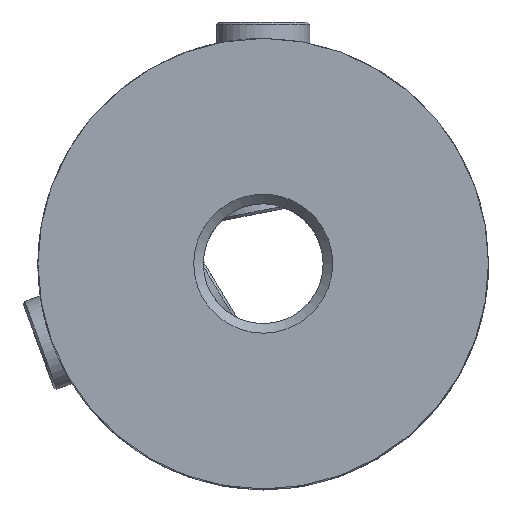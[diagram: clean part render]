
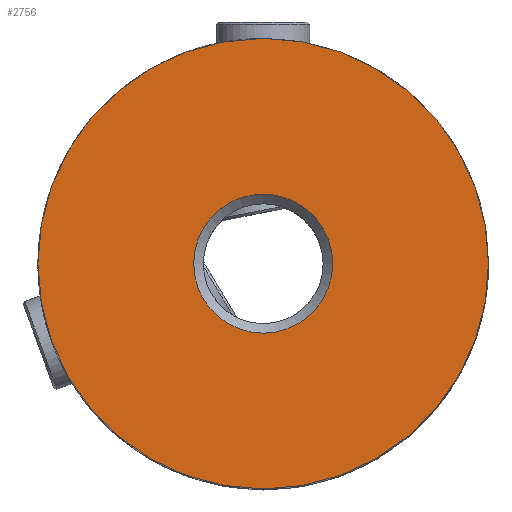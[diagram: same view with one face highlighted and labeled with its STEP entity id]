
A CAD part, top view. The second image highlights one B-rep face of the part: STEP entity #2756.
In plain terms, the highlighted planar face has unit normal (0, 0, 1).
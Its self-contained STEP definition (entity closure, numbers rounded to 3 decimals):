
#2756 = ADVANCED_FACE('',(#2757,#2793),#2770,.T.);
#2757 = FACE_BOUND('',#2758,.T.);
#2758 = EDGE_LOOP('',(#2759));
#2759 = ORIENTED_EDGE('',*,*,#2760,.F.);
#2760 = EDGE_CURVE('',#2761,#2761,#2763,.T.);
#2761 = VERTEX_POINT('',#2762);
#2762 = CARTESIAN_POINT('',(2.9,0.,24.7));
#2763 = SURFACE_CURVE('',#2764,(#2769,#2781),.PCURVE_S1.);
#2764 = CIRCLE('',#2765,2.9);
#2765 = AXIS2_PLACEMENT_3D('',#2766,#2767,#2768);
#2766 = CARTESIAN_POINT('',(0.,0.,24.7));
#2767 = DIRECTION('',(0.,0.,1.));
#2768 = DIRECTION('',(1.,0.,0.));
#2769 = PCURVE('',#2770,#2775);
#2770 = PLANE('',#2771);
#2771 = AXIS2_PLACEMENT_3D('',#2772,#2773,#2774);
#2772 = CARTESIAN_POINT('',(0.,0.,24.7));
#2773 = DIRECTION('',(0.,0.,1.));
#2774 = DIRECTION('',(1.,0.,0.));
#2775 = DEFINITIONAL_REPRESENTATION('',(#2776),#2780);
#2776 = CIRCLE('',#2777,2.9);
#2777 = AXIS2_PLACEMENT_2D('',#2778,#2779);
#2778 = CARTESIAN_POINT('',(0.,0.));
#2779 = DIRECTION('',(1.,0.));
#2780 = ( GEOMETRIC_REPRESENTATION_CONTEXT(2) 
PARAMETRIC_REPRESENTATION_CONTEXT() REPRESENTATION_CONTEXT('2D SPACE',''
  ) );
#2781 = PCURVE('',#2782,#2787);
#2782 = CONICAL_SURFACE('',#2783,2.5,0.785);
#2783 = AXIS2_PLACEMENT_3D('',#2784,#2785,#2786);
#2784 = CARTESIAN_POINT('',(0.,0.,24.3));
#2785 = DIRECTION('',(0.,0.,1.));
#2786 = DIRECTION('',(1.,0.,0.));
#2787 = DEFINITIONAL_REPRESENTATION('',(#2788),#2792);
#2788 = LINE('',#2789,#2790);
#2789 = CARTESIAN_POINT('',(-0.,0.4));
#2790 = VECTOR('',#2791,1.);
#2791 = DIRECTION('',(1.,-0.));
#2792 = ( GEOMETRIC_REPRESENTATION_CONTEXT(2) 
PARAMETRIC_REPRESENTATION_CONTEXT() REPRESENTATION_CONTEXT('2D SPACE',''
  ) );
#2793 = FACE_BOUND('',#2794,.T.);
#2794 = EDGE_LOOP('',(#2795));
#2795 = ORIENTED_EDGE('',*,*,#2796,.T.);
#2796 = EDGE_CURVE('',#2797,#2797,#2799,.T.);
#2797 = VERTEX_POINT('',#2798);
#2798 = CARTESIAN_POINT('',(9.4,0.,24.7));
#2799 = SURFACE_CURVE('',#2800,(#2805,#2812),.PCURVE_S1.);
#2800 = CIRCLE('',#2801,9.4);
#2801 = AXIS2_PLACEMENT_3D('',#2802,#2803,#2804);
#2802 = CARTESIAN_POINT('',(0.,0.,24.7));
#2803 = DIRECTION('',(0.,0.,1.));
#2804 = DIRECTION('',(1.,0.,0.));
#2805 = PCURVE('',#2770,#2806);
#2806 = DEFINITIONAL_REPRESENTATION('',(#2807),#2811);
#2807 = CIRCLE('',#2808,9.4);
#2808 = AXIS2_PLACEMENT_2D('',#2809,#2810);
#2809 = CARTESIAN_POINT('',(0.,0.));
#2810 = DIRECTION('',(1.,0.));
#2811 = ( GEOMETRIC_REPRESENTATION_CONTEXT(2) 
PARAMETRIC_REPRESENTATION_CONTEXT() REPRESENTATION_CONTEXT('2D SPACE',''
  ) );
#2812 = PCURVE('',#2813,#2818);
#2813 = CYLINDRICAL_SURFACE('',#2814,9.4);
#2814 = AXIS2_PLACEMENT_3D('',#2815,#2816,#2817);
#2815 = CARTESIAN_POINT('',(0.,0.,0.));
#2816 = DIRECTION('',(0.,0.,1.));
#2817 = DIRECTION('',(1.,0.,0.));
#2818 = DEFINITIONAL_REPRESENTATION('',(#2819),#2823);
#2819 = LINE('',#2820,#2821);
#2820 = CARTESIAN_POINT('',(0.,24.7));
#2821 = VECTOR('',#2822,1.);
#2822 = DIRECTION('',(1.,0.));
#2823 = ( GEOMETRIC_REPRESENTATION_CONTEXT(2) 
PARAMETRIC_REPRESENTATION_CONTEXT() REPRESENTATION_CONTEXT('2D SPACE',''
  ) );
